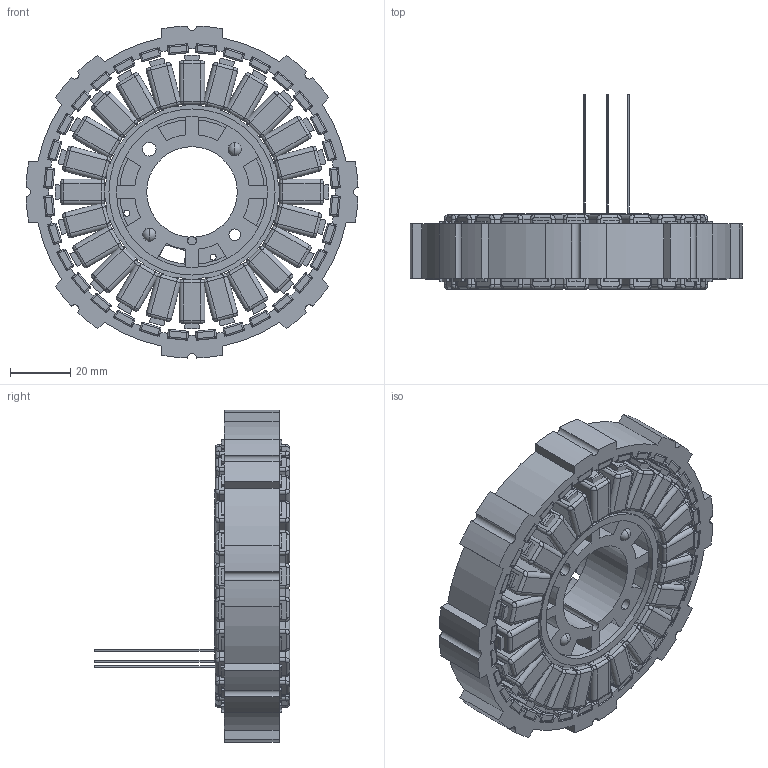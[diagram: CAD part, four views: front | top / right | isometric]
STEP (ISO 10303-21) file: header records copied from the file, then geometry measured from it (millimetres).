
FILE_DESCRIPTION (( 'STEP AP214' ), '1' );
FILE_NAME ('DD_BLDC-ohne_Hallsensoren.STEP', '2024-05-06T07:38:31', ( '' ), ( '' ), 'SwSTEP 2.0', 'SolidWorks 2023', '' );
FILE_SCHEMA (( 'AUTOMOTIVE_DESIGN' ));
Length unit declared in the file: millimetre
Products named in the file (1): DD_BLDC-ohne_Hallsensoren
Bounding box: 109.96 x 64.7 x 109.96 mm (x, y, z)
Surface area: 85633.1 mm2 (no closed solid volume)
Topology: 0 solids, 67 shells, 2117 faces, 6377 edges, 4122 vertices
Faces by surface type: cylinder 924, plane 781, sphere 212, torus 200
Entity records: 69206 total; most frequent: DIRECTION 12853, CARTESIAN_POINT 12397, ORIENTED_EDGE 10483, EDGE_CURVE 6157, AXIS2_PLACEMENT_3D 4578, VERTEX_POINT 4122, VECTOR 3697, LINE 3697
